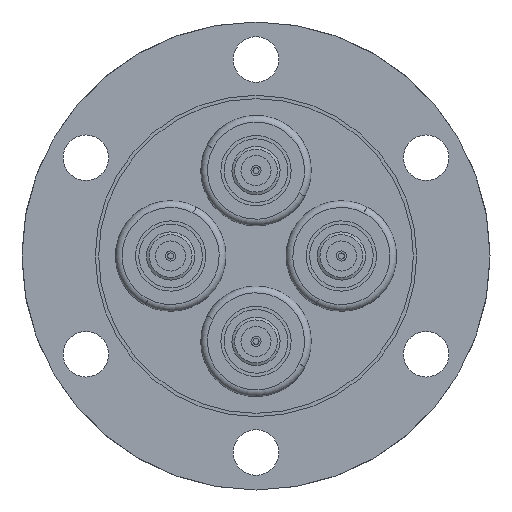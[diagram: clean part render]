
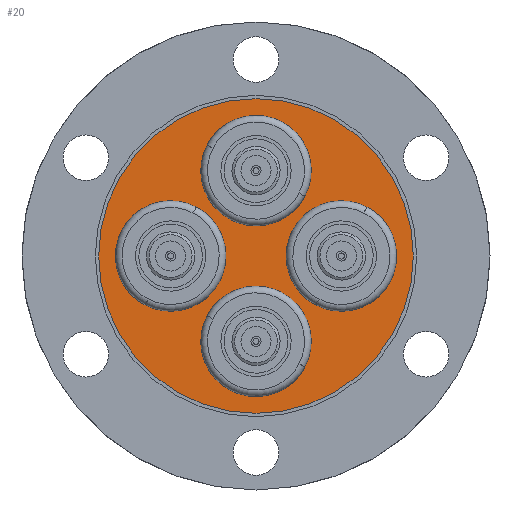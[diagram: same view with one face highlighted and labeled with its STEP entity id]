
A CAD part, front view. The second image highlights one B-rep face of the part: STEP entity #20.
In plain terms, the highlighted face is planar.
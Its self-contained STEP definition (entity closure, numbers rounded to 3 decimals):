
#3 = CARTESIAN_POINT ( 'NONE',  ( 0., 4.5, -4.5 ) ) ;
#20 = ADVANCED_FACE ( 'NONE', ( #841, #1795, #3005, #147, #2947 ), #1570, .T. ) ;
#37 = AXIS2_PLACEMENT_3D ( 'NONE', #1445, #488, #2404 ) ;
#56 = VERTEX_POINT ( 'NONE', #2007 ) ;
#91 = ORIENTED_EDGE ( 'NONE', *, *, #575, .F. ) ;
#143 = AXIS2_PLACEMENT_3D ( 'NONE', #1374, #1104, #1340 ) ;
#147 = FACE_BOUND ( 'NONE', #1883, .T. ) ;
#151 = VERTEX_POINT ( 'NONE', #1359 ) ;
#189 = AXIS2_PLACEMENT_3D ( 'NONE', #1282, #1348, #2260 ) ;
#222 = CARTESIAN_POINT ( 'NONE',  ( -12.75, 4.5, 8.25 ) ) ;
#231 = VERTEX_POINT ( 'NONE', #2801 ) ;
#242 = DIRECTION ( 'NONE',  ( 0., 0., 1. ) ) ;
#263 = CARTESIAN_POINT ( 'NONE',  ( 0., 4.5, -12.75 ) ) ;
#264 = VERTEX_POINT ( 'NONE', #2703 ) ;
#273 = VERTEX_POINT ( 'NONE', #1452 ) ;
#329 = EDGE_CURVE ( 'NONE', #2093, #273, #1719, .T. ) ;
#365 = CARTESIAN_POINT ( 'NONE',  ( 0., 4.5, 0. ) ) ;
#383 = AXIS2_PLACEMENT_3D ( 'NONE', #1917, #2436, #2872 ) ;
#481 = ORIENTED_EDGE ( 'NONE', *, *, #617, .T. ) ;
#488 = DIRECTION ( 'NONE',  ( 0., 1., 0. ) ) ;
#507 = DIRECTION ( 'NONE',  ( 0., 1., 0. ) ) ;
#519 = VERTEX_POINT ( 'NONE', #2405 ) ;
#575 = EDGE_CURVE ( 'NONE', #56, #519, #1870, .T. ) ;
#582 = VERTEX_POINT ( 'NONE', #2159 ) ;
#617 = EDGE_CURVE ( 'NONE', #273, #2093, #2331, .T. ) ;
#626 = DIRECTION ( 'NONE',  ( 0., 0., 1. ) ) ;
#731 = CIRCLE ( 'NONE', #37, 8.25 ) ;
#746 = AXIS2_PLACEMENT_3D ( 'NONE', #365, #2718, #2279 ) ;
#841 = FACE_BOUND ( 'NONE', #2965, .T. ) ;
#883 = EDGE_LOOP ( 'NONE', ( #1737, #1616 ) ) ;
#939 = DIRECTION ( 'NONE',  ( 0., 0., 1. ) ) ;
#953 = VERTEX_POINT ( 'NONE', #222 ) ;
#971 = EDGE_CURVE ( 'NONE', #2652, #582, #731, .T. ) ;
#975 = CARTESIAN_POINT ( 'NONE',  ( -12.75, 4.5, 0. ) ) ;
#980 = CIRCLE ( 'NONE', #1933, 8.25 ) ;
#987 = AXIS2_PLACEMENT_3D ( 'NONE', #975, #2149, #1661 ) ;
#1015 = AXIS2_PLACEMENT_3D ( 'NONE', #263, #507, #2414 ) ;
#1020 = EDGE_CURVE ( 'NONE', #582, #2652, #2271, .T. ) ;
#1031 = CARTESIAN_POINT ( 'NONE',  ( 0., 4.5, -23.5 ) ) ;
#1075 = EDGE_CURVE ( 'NONE', #151, #264, #1259, .T. ) ;
#1104 = DIRECTION ( 'NONE',  ( 0., 1., 0. ) ) ;
#1258 = AXIS2_PLACEMENT_3D ( 'NONE', #2249, #2663, #1754 ) ;
#1259 = CIRCLE ( 'NONE', #2675, 8.25 ) ;
#1282 = CARTESIAN_POINT ( 'NONE',  ( -12.75, 4.5, 0. ) ) ;
#1340 = DIRECTION ( 'NONE',  ( 0., 0., 1. ) ) ;
#1346 = EDGE_CURVE ( 'NONE', #231, #953, #2390, .T. ) ;
#1348 = DIRECTION ( 'NONE',  ( 0., 1., 0. ) ) ;
#1359 = CARTESIAN_POINT ( 'NONE',  ( 12.75, 4.5, 8.25 ) ) ;
#1374 = CARTESIAN_POINT ( 'NONE',  ( 12.75, 4.5, 0. ) ) ;
#1394 = CARTESIAN_POINT ( 'NONE',  ( 12.75, 4.5, 0. ) ) ;
#1413 = DIRECTION ( 'NONE',  ( 0., 1., 0. ) ) ;
#1445 = CARTESIAN_POINT ( 'NONE',  ( 0., 4.5, -12.75 ) ) ;
#1452 = CARTESIAN_POINT ( 'NONE',  ( 0., 4.5, 23.5 ) ) ;
#1475 = CIRCLE ( 'NONE', #143, 8.25 ) ;
#1570 = PLANE ( 'NONE',  #746 ) ;
#1616 = ORIENTED_EDGE ( 'NONE', *, *, #2752, .F. ) ;
#1661 = DIRECTION ( 'NONE',  ( 0., 0., 1. ) ) ;
#1689 = DIRECTION ( 'NONE',  ( 0., 1., 0. ) ) ;
#1697 = EDGE_CURVE ( 'NONE', #519, #56, #980, .T. ) ;
#1719 = CIRCLE ( 'NONE', #383, 23.5 ) ;
#1737 = ORIENTED_EDGE ( 'NONE', *, *, #1075, .F. ) ;
#1754 = DIRECTION ( 'NONE',  ( 0., 0., 1. ) ) ;
#1779 = CIRCLE ( 'NONE', #987, 8.25 ) ;
#1795 = FACE_BOUND ( 'NONE', #2310, .T. ) ;
#1870 = CIRCLE ( 'NONE', #2215, 8.25 ) ;
#1883 = EDGE_LOOP ( 'NONE', ( #2054, #2690 ) ) ;
#1896 = CARTESIAN_POINT ( 'NONE',  ( 0., 4.5, 12.75 ) ) ;
#1917 = CARTESIAN_POINT ( 'NONE',  ( 0., 4.5, 0. ) ) ;
#1933 = AXIS2_PLACEMENT_3D ( 'NONE', #2550, #2761, #626 ) ;
#2007 = CARTESIAN_POINT ( 'NONE',  ( 0., 4.5, 21. ) ) ;
#2009 = ORIENTED_EDGE ( 'NONE', *, *, #1697, .F. ) ;
#2054 = ORIENTED_EDGE ( 'NONE', *, *, #971, .F. ) ;
#2093 = VERTEX_POINT ( 'NONE', #1031 ) ;
#2149 = DIRECTION ( 'NONE',  ( 0., 1., 0. ) ) ;
#2159 = CARTESIAN_POINT ( 'NONE',  ( 0., 4.5, -21. ) ) ;
#2162 = EDGE_LOOP ( 'NONE', ( #481, #2645 ) ) ;
#2215 = AXIS2_PLACEMENT_3D ( 'NONE', #1896, #1413, #939 ) ;
#2220 = ORIENTED_EDGE ( 'NONE', *, *, #1346, .F. ) ;
#2249 = CARTESIAN_POINT ( 'NONE',  ( 0., 4.5, 0. ) ) ;
#2260 = DIRECTION ( 'NONE',  ( 0., 0., 1. ) ) ;
#2271 = CIRCLE ( 'NONE', #1015, 8.25 ) ;
#2279 = DIRECTION ( 'NONE',  ( 0., 0., 1. ) ) ;
#2310 = EDGE_LOOP ( 'NONE', ( #91, #2009 ) ) ;
#2331 = CIRCLE ( 'NONE', #1258, 23.5 ) ;
#2390 = CIRCLE ( 'NONE', #189, 8.25 ) ;
#2404 = DIRECTION ( 'NONE',  ( 0., 0., 1. ) ) ;
#2405 = CARTESIAN_POINT ( 'NONE',  ( 0., 4.5, 4.5 ) ) ;
#2414 = DIRECTION ( 'NONE',  ( 0., 0., 1. ) ) ;
#2436 = DIRECTION ( 'NONE',  ( 0., 1., 0. ) ) ;
#2456 = ORIENTED_EDGE ( 'NONE', *, *, #2864, .F. ) ;
#2550 = CARTESIAN_POINT ( 'NONE',  ( 0., 4.5, 12.75 ) ) ;
#2645 = ORIENTED_EDGE ( 'NONE', *, *, #329, .T. ) ;
#2652 = VERTEX_POINT ( 'NONE', #3 ) ;
#2663 = DIRECTION ( 'NONE',  ( 0., 1., 0. ) ) ;
#2675 = AXIS2_PLACEMENT_3D ( 'NONE', #1394, #1689, #242 ) ;
#2690 = ORIENTED_EDGE ( 'NONE', *, *, #1020, .F. ) ;
#2703 = CARTESIAN_POINT ( 'NONE',  ( 12.75, 4.5, -8.25 ) ) ;
#2718 = DIRECTION ( 'NONE',  ( 0., 1., 0. ) ) ;
#2752 = EDGE_CURVE ( 'NONE', #264, #151, #1475, .T. ) ;
#2761 = DIRECTION ( 'NONE',  ( 0., 1., 0. ) ) ;
#2801 = CARTESIAN_POINT ( 'NONE',  ( -12.75, 4.5, -8.25 ) ) ;
#2864 = EDGE_CURVE ( 'NONE', #953, #231, #1779, .T. ) ;
#2872 = DIRECTION ( 'NONE',  ( 0., 0., 1. ) ) ;
#2947 = FACE_OUTER_BOUND ( 'NONE', #2162, .T. ) ;
#2965 = EDGE_LOOP ( 'NONE', ( #2456, #2220 ) ) ;
#3005 = FACE_BOUND ( 'NONE', #883, .T. ) ;
